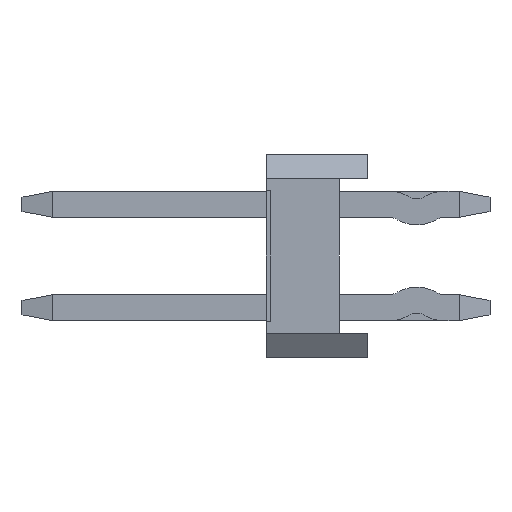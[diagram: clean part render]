
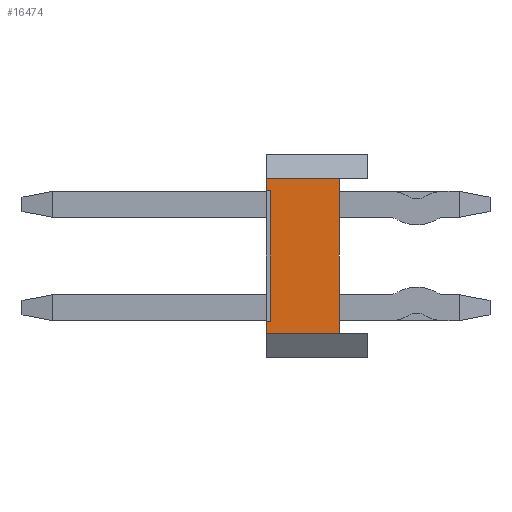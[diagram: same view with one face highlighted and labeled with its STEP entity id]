
A CAD part, left-side view. The second image highlights one B-rep face of the part: STEP entity #16474.
In plain terms, the highlighted planar face has unit normal (-1, 0, 0).
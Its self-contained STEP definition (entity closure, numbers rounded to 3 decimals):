
#16017=CARTESIAN_POINT('',(-1.27,-0.1,1.6));
#16018=VERTEX_POINT('',#16017);
#16035=CARTESIAN_POINT('',(-1.27,-0.1,-1.6));
#16036=VERTEX_POINT('',#16035);
#16043=CARTESIAN_POINT('',(-1.27,-0.1,-1.6));
#16044=DIRECTION('',(0.,0.,1.));
#16045=VECTOR('',#16044,3.2);
#16046=LINE('',#16043,#16045);
#16047=EDGE_CURVE('',#16036,#16018,#16046,.T.);
#16412=CARTESIAN_POINT('',(-1.27,0.,-1.9));
#16413=DIRECTION('',(0.,0.,1.));
#16414=DIRECTION('',(-1.,0.,0.));
#16415=AXIS2_PLACEMENT_3D('',#16412,#16414,#16413);
#16416=PLANE('',#16415);
#16417=CARTESIAN_POINT('',(-1.27,0.,-1.6));
#16418=VERTEX_POINT('',#16417);
#16419=CARTESIAN_POINT('',(-1.27,-0.1,-1.6));
#16420=DIRECTION('',(0.,1.,0.));
#16421=VECTOR('',#16420,0.1);
#16422=LINE('',#16419,#16421);
#16423=EDGE_CURVE('',#16036,#16418,#16422,.T.);
#16424=ORIENTED_EDGE('',*,*,#16423,.T.);
#16425=CARTESIAN_POINT('',(-1.27,0.,-1.9));
#16426=VERTEX_POINT('',#16425);
#16427=CARTESIAN_POINT('',(-1.27,0.,-1.9));
#16428=DIRECTION('',(0.,0.,1.));
#16429=VECTOR('',#16428,0.3);
#16430=LINE('',#16427,#16429);
#16431=EDGE_CURVE('',#16426,#16418,#16430,.T.);
#16432=ORIENTED_EDGE('',*,*,#16431,.F.);
#16433=CARTESIAN_POINT('',(-1.27,-1.8,-1.9));
#16434=VERTEX_POINT('',#16433);
#16435=CARTESIAN_POINT('',(-1.27,0.,-1.9));
#16436=DIRECTION('',(0.,-1.,0.));
#16437=VECTOR('',#16436,1.8);
#16438=LINE('',#16435,#16437);
#16439=EDGE_CURVE('',#16426,#16434,#16438,.T.);
#16440=ORIENTED_EDGE('',*,*,#16439,.T.);
#16441=CARTESIAN_POINT('',(-1.27,-1.8,1.9));
#16442=VERTEX_POINT('',#16441);
#16443=CARTESIAN_POINT('',(-1.27,-1.8,1.9));
#16444=DIRECTION('',(0.,0.,-1.));
#16445=VECTOR('',#16444,3.8);
#16446=LINE('',#16443,#16445);
#16447=EDGE_CURVE('',#16442,#16434,#16446,.T.);
#16448=ORIENTED_EDGE('',*,*,#16447,.F.);
#16449=CARTESIAN_POINT('',(-1.27,0.,1.9));
#16450=VERTEX_POINT('',#16449);
#16451=CARTESIAN_POINT('',(-1.27,-1.8,1.9));
#16452=DIRECTION('',(0.,1.,0.));
#16453=VECTOR('',#16452,1.8);
#16454=LINE('',#16451,#16453);
#16455=EDGE_CURVE('',#16442,#16450,#16454,.T.);
#16456=ORIENTED_EDGE('',*,*,#16455,.T.);
#16457=CARTESIAN_POINT('',(-1.27,0.,1.6));
#16458=VERTEX_POINT('',#16457);
#16459=CARTESIAN_POINT('',(-1.27,0.,1.6));
#16460=DIRECTION('',(0.,0.,1.));
#16461=VECTOR('',#16460,0.3);
#16462=LINE('',#16459,#16461);
#16463=EDGE_CURVE('',#16458,#16450,#16462,.T.);
#16464=ORIENTED_EDGE('',*,*,#16463,.F.);
#16465=CARTESIAN_POINT('',(-1.27,0.,1.6));
#16466=DIRECTION('',(0.,-1.,0.));
#16467=VECTOR('',#16466,0.1);
#16468=LINE('',#16465,#16467);
#16469=EDGE_CURVE('',#16458,#16018,#16468,.T.);
#16470=ORIENTED_EDGE('',*,*,#16469,.T.);
#16471=ORIENTED_EDGE('',*,*,#16047,.F.);
#16472=EDGE_LOOP('',(#16424,#16432,#16440,#16448,#16456,#16464,#16470,#16471));
#16473=FACE_OUTER_BOUND('',#16472,.T.);
#16474=ADVANCED_FACE('',(#16473),#16416,.T.);
